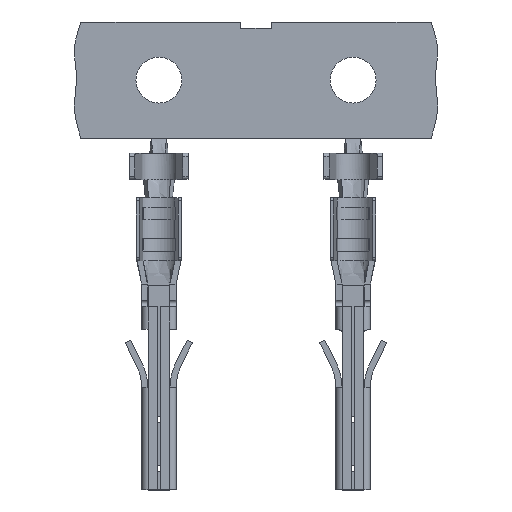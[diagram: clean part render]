
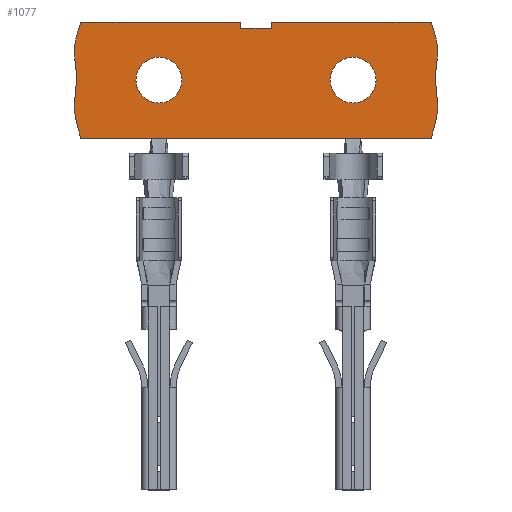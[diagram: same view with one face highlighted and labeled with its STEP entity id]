
A CAD part, top view. The second image highlights one B-rep face of the part: STEP entity #1077.
In plain terms, the highlighted planar face has unit normal (0, 0, 1).
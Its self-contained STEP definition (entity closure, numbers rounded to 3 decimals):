
#1077 = ADVANCED_FACE( '', ( #2237, #2238, #2239 ), #2240, .F. );
#2237 = FACE_OUTER_BOUND( '', #5177, .T. );
#2238 = FACE_BOUND( '', #5178, .T. );
#2239 = FACE_BOUND( '', #5179, .T. );
#2240 = PLANE( '', #5180 );
#5177 = EDGE_LOOP( '', ( #8439, #8440, #8441, #8442, #8443, #8444, #8445, #8446, #8447, #8448, #8449, #8450 ) );
#5178 = EDGE_LOOP( '', ( #8451 ) );
#5179 = EDGE_LOOP( '', ( #8452 ) );
#5180 = AXIS2_PLACEMENT_3D( '', #8453, #8454, #8455 );
#8439 = ORIENTED_EDGE( '', *, *, #9988, .F. );
#8440 = ORIENTED_EDGE( '', *, *, #9559, .F. );
#8441 = ORIENTED_EDGE( '', *, *, #10147, .F. );
#8442 = ORIENTED_EDGE( '', *, *, #9740, .F. );
#8443 = ORIENTED_EDGE( '', *, *, #10342, .F. );
#8444 = ORIENTED_EDGE( '', *, *, #9766, .F. );
#8445 = ORIENTED_EDGE( '', *, *, #9554, .F. );
#8446 = ORIENTED_EDGE( '', *, *, #10337, .F. );
#8447 = ORIENTED_EDGE( '', *, *, #9550, .F. );
#8448 = ORIENTED_EDGE( '', *, *, #9306, .F. );
#8449 = ORIENTED_EDGE( '', *, *, #9547, .F. );
#8450 = ORIENTED_EDGE( '', *, *, #10248, .T. );
#8451 = ORIENTED_EDGE( '', *, *, #9924, .T. );
#8452 = ORIENTED_EDGE( '', *, *, #10251, .T. );
#8453 = CARTESIAN_POINT( '', ( 0., 0., -0.677 ) );
#8454 = DIRECTION( '', ( 0., 0., -1. ) );
#8455 = DIRECTION( '', ( -1., 0., 0. ) );
#9306 = EDGE_CURVE( '', #10979, #10981, #10982, .T. );
#9547 = EDGE_CURVE( '', #11380, #10979, #11382, .T. );
#9550 = EDGE_CURVE( '', #10981, #11385, #11386, .T. );
#9554 = EDGE_CURVE( '', #11391, #11393, #11394, .T. );
#9559 = EDGE_CURVE( '', #11400, #11402, #11403, .T. );
#9740 = EDGE_CURVE( '', #11679, #11681, #11682, .T. );
#9766 = EDGE_CURVE( '', #11393, #11717, #11718, .T. );
#9924 = EDGE_CURVE( '', #11934, #11934, #11935, .T. );
#9988 = EDGE_CURVE( '', #11402, #12019, #12020, .T. );
#10147 = EDGE_CURVE( '', #11681, #11400, #12230, .T. );
#10248 = EDGE_CURVE( '', #11380, #12019, #12347, .T. );
#10251 = EDGE_CURVE( '', #12350, #12350, #12351, .T. );
#10337 = EDGE_CURVE( '', #11385, #11391, #12448, .T. );
#10342 = EDGE_CURVE( '', #11717, #11679, #12453, .T. );
#10979 = VERTEX_POINT( '', #13395 );
#10981 = VERTEX_POINT( '', #13398 );
#10982 = LINE( '', #13399, #13400 );
#11380 = VERTEX_POINT( '', #14009 );
#11382 = LINE( '', #14012, #14013 );
#11385 = VERTEX_POINT( '', #14018 );
#11386 = LINE( '', #14019, #14020 );
#11391 = VERTEX_POINT( '', #14027 );
#11393 = VERTEX_POINT( '', #14030 );
#11394 = LINE( '', #14031, #14032 );
#11400 = VERTEX_POINT( '', #14040 );
#11402 = VERTEX_POINT( '', #14043 );
#11403 = LINE( '', #14044, #14045 );
#11679 = VERTEX_POINT( '', #14453 );
#11681 = VERTEX_POINT( '', #14456 );
#11682 = LINE( '', #14457, #14458 );
#11717 = VERTEX_POINT( '', #14515 );
#11718 = B_SPLINE_CURVE_WITH_KNOTS( '', 3, ( #14516, #14517, #14518, #14519, #14520, #14521, #14522 ), .UNSPECIFIED., .F., .F., ( 4, 1, 1, 1, 4 ), ( 0., 0.28, 0.502, 0.753, 1. ), .UNSPECIFIED. );
#11934 = VERTEX_POINT( '', #14854 );
#11935 = CIRCLE( '', #14855, 0.75 );
#12019 = VERTEX_POINT( '', #14976 );
#12020 = LINE( '', #14977, #14978 );
#12230 = LINE( '', #15338, #15339 );
#12347 = B_SPLINE_CURVE_WITH_KNOTS( '', 3, ( #15510, #15511, #15512, #15513, #15514, #15515, #15516 ), .UNSPECIFIED., .F., .F., ( 4, 1, 1, 1, 4 ), ( 0., 0.28, 0.502, 0.753, 1. ), .UNSPECIFIED. );
#12350 = VERTEX_POINT( '', #15525 );
#12351 = CIRCLE( '', #15526, 0.75 );
#12448 = LINE( '', #15661, #15662 );
#12453 = LINE( '', #15668, #15669 );
#13395 = CARTESIAN_POINT( '', ( 0.25, 8.15, -0.677 ) );
#13398 = CARTESIAN_POINT( '', ( -0.25, 8.15, -0.677 ) );
#13399 = CARTESIAN_POINT( '', ( 3.175, 8.15, -0.677 ) );
#13400 = VECTOR( '', #16099, 1000. );
#14009 = CARTESIAN_POINT( '', ( 2.552, 8.15, -0.677 ) );
#14012 = CARTESIAN_POINT( '', ( 3.175, 8.15, -0.677 ) );
#14013 = VECTOR( '', #16374, 1000. );
#14018 = CARTESIAN_POINT( '', ( -6.1, 8.15, -0.677 ) );
#14019 = CARTESIAN_POINT( '', ( 3.175, 8.15, -0.677 ) );
#14020 = VECTOR( '', #16377, 1000. );
#14027 = CARTESIAN_POINT( '', ( -6.6, 8.15, -0.677 ) );
#14030 = CARTESIAN_POINT( '', ( -8.902, 8.15, -0.677 ) );
#14031 = CARTESIAN_POINT( '', ( 3.175, 8.15, -0.677 ) );
#14032 = VECTOR( '', #16381, 1000. );
#14040 = CARTESIAN_POINT( '', ( -2.673, 11.75, -0.677 ) );
#14043 = CARTESIAN_POINT( '', ( -2.673, 11.95, -0.677 ) );
#14044 = CARTESIAN_POINT( '', ( -2.673, 11.75, -0.677 ) );
#14045 = VECTOR( '', #16385, 1000. );
#14453 = CARTESIAN_POINT( '', ( -3.677, 11.95, -0.677 ) );
#14456 = CARTESIAN_POINT( '', ( -3.677, 11.75, -0.677 ) );
#14457 = CARTESIAN_POINT( '', ( -3.677, 11.95, -0.677 ) );
#14458 = VECTOR( '', #16586, 1000. );
#14515 = CARTESIAN_POINT( '', ( -8.902, 11.95, -0.677 ) );
#14516 = CARTESIAN_POINT( '', ( -8.902, 8.15, -0.677 ) );
#14517 = CARTESIAN_POINT( '', ( -9.011, 8.53, -0.677 ) );
#14518 = CARTESIAN_POINT( '', ( -9.204, 9.121, -0.677 ) );
#14519 = CARTESIAN_POINT( '', ( -8.951, 10.096, -0.677 ) );
#14520 = CARTESIAN_POINT( '', ( -9.209, 11.035, -0.677 ) );
#14521 = CARTESIAN_POINT( '', ( -9.005, 11.617, -0.677 ) );
#14522 = CARTESIAN_POINT( '', ( -8.902, 11.95, -0.677 ) );
#14854 = CARTESIAN_POINT( '', ( -6.35, 10.8, -0.677 ) );
#14855 = AXIS2_PLACEMENT_3D( '', #16769, #16770, #16771 );
#14976 = CARTESIAN_POINT( '', ( 2.552, 11.95, -0.677 ) );
#14977 = CARTESIAN_POINT( '', ( -3.175, 11.95, -0.677 ) );
#14978 = VECTOR( '', #16833, 1000. );
#15338 = CARTESIAN_POINT( '', ( -3.677, 11.75, -0.677 ) );
#15339 = VECTOR( '', #16967, 1000. );
#15510 = CARTESIAN_POINT( '', ( 2.552, 8.15, -0.677 ) );
#15511 = CARTESIAN_POINT( '', ( 2.661, 8.53, -0.677 ) );
#15512 = CARTESIAN_POINT( '', ( 2.854, 9.121, -0.677 ) );
#15513 = CARTESIAN_POINT( '', ( 2.601, 10.096, -0.677 ) );
#15514 = CARTESIAN_POINT( '', ( 2.859, 11.035, -0.677 ) );
#15515 = CARTESIAN_POINT( '', ( 2.655, 11.617, -0.677 ) );
#15516 = CARTESIAN_POINT( '', ( 2.552, 11.95, -0.677 ) );
#15525 = CARTESIAN_POINT( '', ( 0., 10.8, -0.677 ) );
#15526 = AXIS2_PLACEMENT_3D( '', #17056, #17057, #17058 );
#15661 = CARTESIAN_POINT( '', ( 3.175, 8.15, -0.677 ) );
#15662 = VECTOR( '', #17119, 1000. );
#15668 = CARTESIAN_POINT( '', ( -3.175, 11.95, -0.677 ) );
#15669 = VECTOR( '', #17121, 1000. );
#16099 = DIRECTION( '', ( -1., 0., 0. ) );
#16374 = DIRECTION( '', ( -1., 0., 0. ) );
#16377 = DIRECTION( '', ( -1., 0., 0. ) );
#16381 = DIRECTION( '', ( -1., 0., 0. ) );
#16385 = DIRECTION( '', ( 0., 1., 0. ) );
#16586 = DIRECTION( '', ( 0., -1., 0. ) );
#16769 = CARTESIAN_POINT( '', ( -6.35, 10.05, -0.677 ) );
#16770 = DIRECTION( '', ( 0., 0., -1. ) );
#16771 = DIRECTION( '', ( 0., 1., 0. ) );
#16833 = DIRECTION( '', ( 1., 0., 0. ) );
#16967 = DIRECTION( '', ( 1., 0., 0. ) );
#17056 = CARTESIAN_POINT( '', ( 0., 10.05, -0.677 ) );
#17057 = DIRECTION( '', ( 0., 0., -1. ) );
#17058 = DIRECTION( '', ( 0., 1., 0. ) );
#17119 = DIRECTION( '', ( -1., 0., 0. ) );
#17121 = DIRECTION( '', ( 1., 0., 0. ) );
